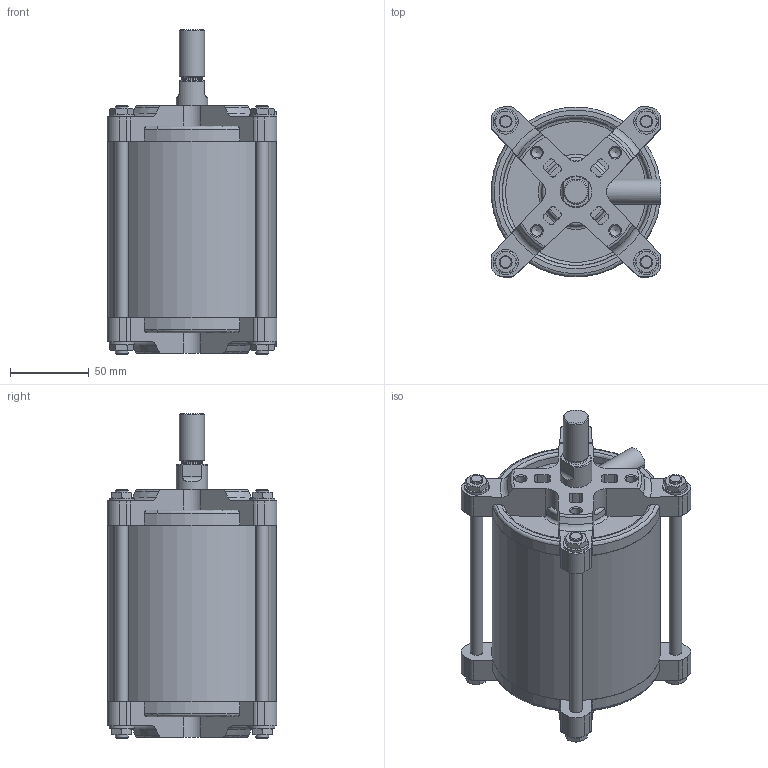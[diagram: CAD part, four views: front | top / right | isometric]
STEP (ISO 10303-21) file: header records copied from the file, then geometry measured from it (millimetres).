
FILE_DESCRIPTION(/* description */ ('STEP AP214'),/* implementation_level */ '2;1');
FILE_NAME(/* name */ '8110777_DFPC-100-80-D',/* time_stamp */ '2024-08-15T16:24:32+02:00',/* author */ ('License CC BY-ND 4.0'),/* organization */ ('CADENAS'),/* preprocessor_version */ 'ST-DEVELOPER v19.3',/* originating_system */ 'PARTsolutions',/* authorisation */ ' ');
FILE_SCHEMA (('AUTOMOTIVE_DESIGN {1 0 10303 214 3 1 1}'));
Length unit declared in the file: millimetre
Products named in the file (3): 8110777 DFPC-100-80-D---(0_high); 8110785 DFPC-100-80---(high_h); 8110785 DFPC-100-80---(high_p)
Assembly tree (2 placements, depth 2):
  8110777 DFPC-100-80-D---(0_high)
    8110785 DFPC-100-80---(high_h)
    8110785 DFPC-100-80---(high_p)
Bounding box: 107.5 x 107.5 x 205.4 mm (x, y, z)
Volume: 698405.9 mm3; surface area: 185466.9 mm2
Topology: 2 solids, 2 shells, 543 faces, 1398 edges, 897 vertices
Faces by surface type: plane 188, cone 152, cylinder 127, torus 76
Full cylindrical faces by diameter (mm): 6.647 x4, 8 x12, 8.566 x2, 13 x1, 16 x9, 20 x2, 100 x2, 107 x1
Entity records: 16705 total; most frequent: CARTESIAN_POINT 4152, ORIENTED_EDGE 2636, DIRECTION 2494, EDGE_CURVE 1318, AXIS2_PLACEMENT_3D 1052, VERTEX_POINT 880, FACE_BOUND 652, EDGE_LOOP 646
